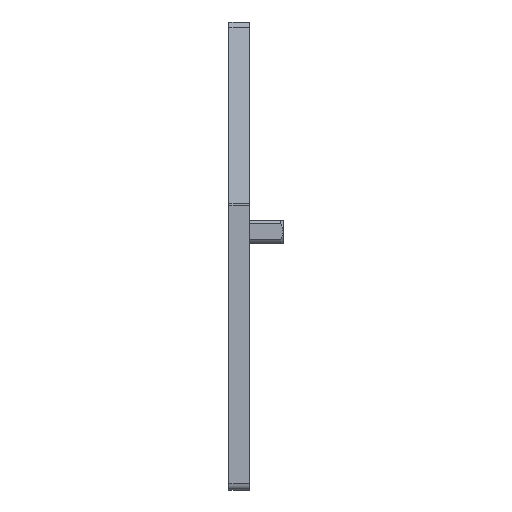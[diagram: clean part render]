
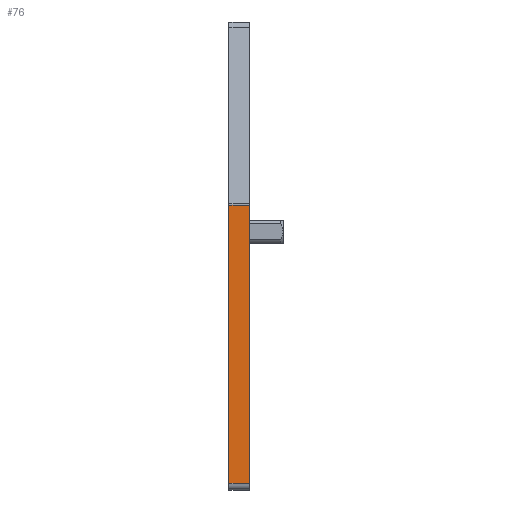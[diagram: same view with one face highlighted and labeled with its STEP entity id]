
A CAD part, left-side view. The second image highlights one B-rep face of the part: STEP entity #76.
In plain terms, the highlighted planar face has unit normal (-1, 0, 0).
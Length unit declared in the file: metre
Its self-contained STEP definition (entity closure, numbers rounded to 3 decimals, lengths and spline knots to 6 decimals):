
#76 = ADVANCED_FACE( '', ( #179 ), #180, .F. );
#179 = FACE_OUTER_BOUND( '', #308, .T. );
#180 = PLANE( '', #309 );
#308 = EDGE_LOOP( '', ( #463, #464, #465, #466 ) );
#309 = AXIS2_PLACEMENT_3D( '', #467, #468, #469 );
#463 = ORIENTED_EDGE( '', *, *, #803, .T. );
#464 = ORIENTED_EDGE( '', *, *, #804, .F. );
#465 = ORIENTED_EDGE( '', *, *, #805, .F. );
#466 = ORIENTED_EDGE( '', *, *, #806, .T. );
#467 = CARTESIAN_POINT( '', ( -0.031502, -0.0015, -0.012134 ) );
#468 = DIRECTION( '', ( 1., 0., 0. ) );
#469 = DIRECTION( '', ( 0., 0., 1. ) );
#803 = EDGE_CURVE( '', #965, #966, #967, .T. );
#804 = EDGE_CURVE( '', #968, #966, #969, .T. );
#805 = EDGE_CURVE( '', #970, #968, #971, .F. );
#806 = EDGE_CURVE( '', #970, #965, #972, .T. );
#965 = VERTEX_POINT( '', #1207 );
#966 = VERTEX_POINT( '', #1208 );
#967 = LINE( '', #1209, #1210 );
#968 = VERTEX_POINT( '', #1211 );
#969 = LINE( '', #1212, #1213 );
#970 = VERTEX_POINT( '', #1214 );
#971 = LINE( '', #1215, #1216 );
#972 = LINE( '', #1217, #1218 );
#1207 = CARTESIAN_POINT( '', ( -0.031502, 0., 0.008426 ) );
#1208 = CARTESIAN_POINT( '', ( -0.031502, 0., -0.012134 ) );
#1209 = CARTESIAN_POINT( '', ( -0.031502, 0., -0.012134 ) );
#1210 = VECTOR( '', #1465, 1. );
#1211 = CARTESIAN_POINT( '', ( -0.031502, -0.0015, -0.012134 ) );
#1212 = CARTESIAN_POINT( '', ( -0.031502, -0.0015, -0.012134 ) );
#1213 = VECTOR( '', #1466, 1. );
#1214 = CARTESIAN_POINT( '', ( -0.031502, -0.0015, 0.008426 ) );
#1215 = CARTESIAN_POINT( '', ( -0.031502, -0.0015, -0.012134 ) );
#1216 = VECTOR( '', #1467, 1. );
#1217 = CARTESIAN_POINT( '', ( -0.031502, -0.0015, 0.008426 ) );
#1218 = VECTOR( '', #1468, 1. );
#1465 = DIRECTION( '', ( 0., 0., -1. ) );
#1466 = DIRECTION( '', ( 0., 1., 0. ) );
#1467 = DIRECTION( '', ( 0., 0., 1. ) );
#1468 = DIRECTION( '', ( 0., 1., 0. ) );
